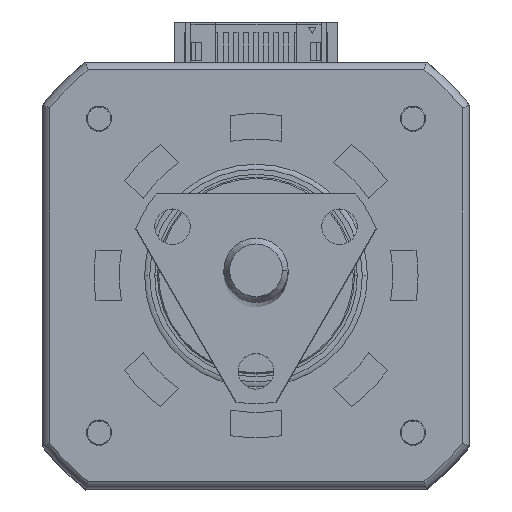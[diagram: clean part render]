
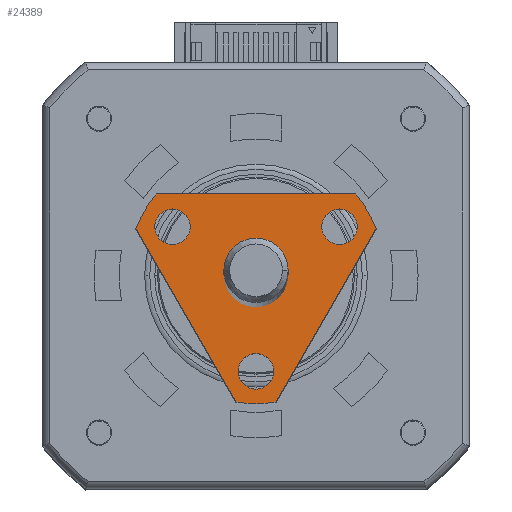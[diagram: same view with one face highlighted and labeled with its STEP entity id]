
A CAD part, top view. The second image highlights one B-rep face of the part: STEP entity #24389.
In plain terms, the highlighted planar face has unit normal (0, 0, 1).
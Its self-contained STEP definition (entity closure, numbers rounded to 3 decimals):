
#417 = EDGE_CURVE ( 'NONE', #19650, #17161, #8472, .T. ) ;
#478 = DIRECTION ( 'NONE',  ( -1., 0., 0. ) ) ;
#493 = CIRCLE ( 'NONE', #2970, 3. ) ;
#845 = EDGE_CURVE ( 'NONE', #26021, #18742, #35675, .T. ) ;
#913 = CARTESIAN_POINT ( 'NONE',  ( -3.012, 8.249, 34. ) ) ;
#1058 = ORIENTED_EDGE ( 'NONE', *, *, #15988, .F. ) ;
#1848 = EDGE_LOOP ( 'NONE', ( #7739, #12270 ) ) ;
#2020 = CARTESIAN_POINT ( 'NONE',  ( 12.7, 0., 34. ) ) ;
#2218 = DIRECTION ( 'NONE',  ( 0., 0., -1. ) ) ;
#2382 = EDGE_CURVE ( 'NONE', #23076, #16276, #13355, .T. ) ;
#2408 = DIRECTION ( 'NONE',  ( -1., 0., 0. ) ) ;
#2865 = CARTESIAN_POINT ( 'NONE',  ( -3., 0., 34. ) ) ;
#2970 = AXIS2_PLACEMENT_3D ( 'NONE', #11512, #11628, #20198 ) ;
#3256 = CARTESIAN_POINT ( 'NONE',  ( 9.525, 0., 34. ) ) ;
#3612 = ORIENTED_EDGE ( 'NONE', *, *, #845, .F. ) ;
#3637 = CIRCLE ( 'NONE', #5743, 1.75 ) ;
#4693 = FACE_BOUND ( 'NONE', #1848, .T. ) ;
#4941 = VECTOR ( 'NONE', #10084, 1000. ) ;
#5386 = AXIS2_PLACEMENT_3D ( 'NONE', #29236, #21146, #18247 ) ;
#5526 = CARTESIAN_POINT ( 'NONE',  ( 9.525, 0., 34. ) ) ;
#5536 = VERTEX_POINT ( 'NONE', #8632 ) ;
#5743 = AXIS2_PLACEMENT_3D ( 'NONE', #5526, #27480, #8301 ) ;
#5858 = CARTESIAN_POINT ( 'NONE',  ( 11.275, 0., 34. ) ) ;
#5941 = DIRECTION ( 'NONE',  ( 0., 0., 1. ) ) ;
#6010 = VECTOR ( 'NONE', #30971, 1000. ) ;
#6035 = ORIENTED_EDGE ( 'NONE', *, *, #20148, .F. ) ;
#6406 = CARTESIAN_POINT ( 'NONE',  ( -8., -9.864, 34. ) ) ;
#6973 = DIRECTION ( 'NONE',  ( 0., 0., 1. ) ) ;
#6981 = EDGE_CURVE ( 'NONE', #18742, #5536, #24372, .T. ) ;
#7300 = CARTESIAN_POINT ( 'NONE',  ( 12.542, -1.996, 34. ) ) ;
#7427 = DIRECTION ( 'NONE',  ( 0., 0., 1. ) ) ;
#7452 = DIRECTION ( 'NONE',  ( 1., 0., 0. ) ) ;
#7527 = CARTESIAN_POINT ( 'NONE',  ( -6.512, -8.249, 34. ) ) ;
#7739 = ORIENTED_EDGE ( 'NONE', *, *, #19836, .F. ) ;
#7760 = EDGE_LOOP ( 'NONE', ( #20881, #10737 ) ) ;
#7971 = DIRECTION ( 'NONE',  ( 0., 0., -1. ) ) ;
#8081 = CIRCLE ( 'NONE', #25406, 1.75 ) ;
#8301 = DIRECTION ( 'NONE',  ( -1., 0., 0. ) ) ;
#8341 = CARTESIAN_POINT ( 'NONE',  ( -4.762, 8.249, 34. ) ) ;
#8472 = CIRCLE ( 'NONE', #21346, 1.75 ) ;
#8479 = EDGE_CURVE ( 'NONE', #22986, #14235, #493, .T. ) ;
#8632 = CARTESIAN_POINT ( 'NONE',  ( -8., 9.864, 34. ) ) ;
#9227 = EDGE_CURVE ( 'NONE', #14235, #22986, #33710, .T. ) ;
#9382 = CARTESIAN_POINT ( 'NONE',  ( 12.542, 1.996, 34. ) ) ;
#9863 = CARTESIAN_POINT ( 'NONE',  ( -4.762, 8.249, 34. ) ) ;
#9985 = CARTESIAN_POINT ( 'NONE',  ( 7.775, 0., 34. ) ) ;
#10084 = DIRECTION ( 'NONE',  ( 0., 1., 0. ) ) ;
#10179 = EDGE_LOOP ( 'NONE', ( #21241, #20745 ) ) ;
#10297 = FACE_OUTER_BOUND ( 'NONE', #27963, .T. ) ;
#10737 = ORIENTED_EDGE ( 'NONE', *, *, #17010, .F. ) ;
#10995 = VECTOR ( 'NONE', #23055, 1000. ) ;
#11152 = DIRECTION ( 'NONE',  ( -1., 0., 0. ) ) ;
#11512 = CARTESIAN_POINT ( 'NONE',  ( 0., 0., 34. ) ) ;
#11628 = DIRECTION ( 'NONE',  ( 0., 0., 1. ) ) ;
#12270 = ORIENTED_EDGE ( 'NONE', *, *, #26606, .F. ) ;
#12346 = VERTEX_POINT ( 'NONE', #19906 ) ;
#12387 = ORIENTED_EDGE ( 'NONE', *, *, #20676, .F. ) ;
#12633 = AXIS2_PLACEMENT_3D ( 'NONE', #22179, #24857, #33618 ) ;
#12728 = CARTESIAN_POINT ( 'NONE',  ( -4.762, -8.249, 34. ) ) ;
#12844 = VERTEX_POINT ( 'NONE', #913 ) ;
#13049 = CIRCLE ( 'NONE', #20923, 1.75 ) ;
#13355 = LINE ( 'NONE', #27978, #6010 ) ;
#13728 = DIRECTION ( 'NONE',  ( -1., 0., 0. ) ) ;
#13857 = CIRCLE ( 'NONE', #12633, 12.7 ) ;
#14235 = VERTEX_POINT ( 'NONE', #2865 ) ;
#14648 = CIRCLE ( 'NONE', #19523, 1.75 ) ;
#14680 = CIRCLE ( 'NONE', #26276, 12.7 ) ;
#15703 = EDGE_CURVE ( 'NONE', #23233, #33996, #13049, .T. ) ;
#15921 = VERTEX_POINT ( 'NONE', #7300 ) ;
#15988 = EDGE_CURVE ( 'NONE', #16276, #31678, #13857, .T. ) ;
#16276 = VERTEX_POINT ( 'NONE', #9382 ) ;
#16380 = CARTESIAN_POINT ( 'NONE',  ( -4.542, -11.86, 34. ) ) ;
#16608 = EDGE_CURVE ( 'NONE', #5536, #23076, #14680, .T. ) ;
#17010 = EDGE_CURVE ( 'NONE', #17161, #19650, #14648, .T. ) ;
#17135 = AXIS2_PLACEMENT_3D ( 'NONE', #9863, #6973, #34700 ) ;
#17161 = VERTEX_POINT ( 'NONE', #21754 ) ;
#18247 = DIRECTION ( 'NONE',  ( 1., 0., 0. ) ) ;
#18357 = LINE ( 'NONE', #20258, #10995 ) ;
#18714 = ORIENTED_EDGE ( 'NONE', *, *, #15703, .F. ) ;
#18742 = VERTEX_POINT ( 'NONE', #6406 ) ;
#18764 = CARTESIAN_POINT ( 'NONE',  ( 0., 0., 34. ) ) ;
#19523 = AXIS2_PLACEMENT_3D ( 'NONE', #12728, #7427, #21280 ) ;
#19650 = VERTEX_POINT ( 'NONE', #7527 ) ;
#19836 = EDGE_CURVE ( 'NONE', #12346, #12844, #8081, .T. ) ;
#19906 = CARTESIAN_POINT ( 'NONE',  ( -6.512, 8.249, 34. ) ) ;
#20148 = EDGE_CURVE ( 'NONE', #15921, #26021, #18357, .T. ) ;
#20153 = EDGE_CURVE ( 'NONE', #31678, #15921, #31285, .T. ) ;
#20198 = DIRECTION ( 'NONE',  ( 1., 0., 0. ) ) ;
#20258 = CARTESIAN_POINT ( 'NONE',  ( 12.542, -1.996, 34. ) ) ;
#20676 = EDGE_CURVE ( 'NONE', #33996, #23233, #3637, .T. ) ;
#20745 = ORIENTED_EDGE ( 'NONE', *, *, #9227, .F. ) ;
#20881 = ORIENTED_EDGE ( 'NONE', *, *, #417, .F. ) ;
#20923 = AXIS2_PLACEMENT_3D ( 'NONE', #3256, #5941, #478 ) ;
#21146 = DIRECTION ( 'NONE',  ( 0., 0., -1. ) ) ;
#21241 = ORIENTED_EDGE ( 'NONE', *, *, #8479, .F. ) ;
#21280 = DIRECTION ( 'NONE',  ( -1., 0., 0. ) ) ;
#21346 = AXIS2_PLACEMENT_3D ( 'NONE', #22630, #25158, #11152 ) ;
#21469 = CIRCLE ( 'NONE', #17135, 1.75 ) ;
#21711 = CARTESIAN_POINT ( 'NONE',  ( 0., 0., 34. ) ) ;
#21754 = CARTESIAN_POINT ( 'NONE',  ( -3.012, -8.249, 34. ) ) ;
#21838 = ORIENTED_EDGE ( 'NONE', *, *, #2382, .F. ) ;
#22179 = CARTESIAN_POINT ( 'NONE',  ( 0., 0., 34. ) ) ;
#22630 = CARTESIAN_POINT ( 'NONE',  ( -4.762, -8.249, 34. ) ) ;
#22880 = AXIS2_PLACEMENT_3D ( 'NONE', #30846, #23038, #25318 ) ;
#22986 = VERTEX_POINT ( 'NONE', #25721 ) ;
#23038 = DIRECTION ( 'NONE',  ( 0., 0., 1. ) ) ;
#23055 = DIRECTION ( 'NONE',  ( -0.866, -0.5, 0. ) ) ;
#23076 = VERTEX_POINT ( 'NONE', #29573 ) ;
#23174 = DIRECTION ( 'NONE',  ( 1., 0., 0. ) ) ;
#23233 = VERTEX_POINT ( 'NONE', #5858 ) ;
#23705 = FACE_BOUND ( 'NONE', #10179, .T. ) ;
#24087 = CARTESIAN_POINT ( 'NONE',  ( -8., 0., 34. ) ) ;
#24268 = AXIS2_PLACEMENT_3D ( 'NONE', #33994, #25698, #23174 ) ;
#24372 = LINE ( 'NONE', #24087, #4941 ) ;
#24389 = ADVANCED_FACE ( 'NONE', ( #23705, #34898, #32301, #4693, #10297 ), #35587, .F. ) ;
#24780 = ORIENTED_EDGE ( 'NONE', *, *, #6981, .F. ) ;
#24857 = DIRECTION ( 'NONE',  ( 0., 0., -1. ) ) ;
#25158 = DIRECTION ( 'NONE',  ( 0., 0., 1. ) ) ;
#25318 = DIRECTION ( 'NONE',  ( 1., 0., 0. ) ) ;
#25406 = AXIS2_PLACEMENT_3D ( 'NONE', #8341, #27630, #2408 ) ;
#25698 = DIRECTION ( 'NONE',  ( 0., 0., -1. ) ) ;
#25721 = CARTESIAN_POINT ( 'NONE',  ( 3., 0., 34. ) ) ;
#26021 = VERTEX_POINT ( 'NONE', #16380 ) ;
#26276 = AXIS2_PLACEMENT_3D ( 'NONE', #18764, #2218, #7452 ) ;
#26606 = EDGE_CURVE ( 'NONE', #12844, #12346, #21469, .T. ) ;
#27480 = DIRECTION ( 'NONE',  ( 0., 0., 1. ) ) ;
#27630 = DIRECTION ( 'NONE',  ( 0., 0., 1. ) ) ;
#27963 = EDGE_LOOP ( 'NONE', ( #21838, #35305, #24780, #3612, #6035, #31432, #1058 ) ) ;
#27978 = CARTESIAN_POINT ( 'NONE',  ( -4.542, 11.86, 34. ) ) ;
#29236 = CARTESIAN_POINT ( 'NONE',  ( 0., 0., 34. ) ) ;
#29500 = EDGE_LOOP ( 'NONE', ( #12387, #18714 ) ) ;
#29573 = CARTESIAN_POINT ( 'NONE',  ( -4.542, 11.86, 34. ) ) ;
#30769 = AXIS2_PLACEMENT_3D ( 'NONE', #21711, #7971, #13728 ) ;
#30846 = CARTESIAN_POINT ( 'NONE',  ( 0., 0., 34. ) ) ;
#30971 = DIRECTION ( 'NONE',  ( 0.866, -0.5, 0. ) ) ;
#31285 = CIRCLE ( 'NONE', #24268, 12.7 ) ;
#31432 = ORIENTED_EDGE ( 'NONE', *, *, #20153, .F. ) ;
#31678 = VERTEX_POINT ( 'NONE', #2020 ) ;
#32301 = FACE_BOUND ( 'NONE', #29500, .T. ) ;
#33618 = DIRECTION ( 'NONE',  ( 1., 0., 0. ) ) ;
#33710 = CIRCLE ( 'NONE', #22880, 3. ) ;
#33994 = CARTESIAN_POINT ( 'NONE',  ( 0., 0., 34. ) ) ;
#33996 = VERTEX_POINT ( 'NONE', #9985 ) ;
#34700 = DIRECTION ( 'NONE',  ( -1., 0., 0. ) ) ;
#34898 = FACE_BOUND ( 'NONE', #7760, .T. ) ;
#35305 = ORIENTED_EDGE ( 'NONE', *, *, #16608, .F. ) ;
#35587 = PLANE ( 'NONE',  #30769 ) ;
#35675 = CIRCLE ( 'NONE', #5386, 12.7 ) ;
